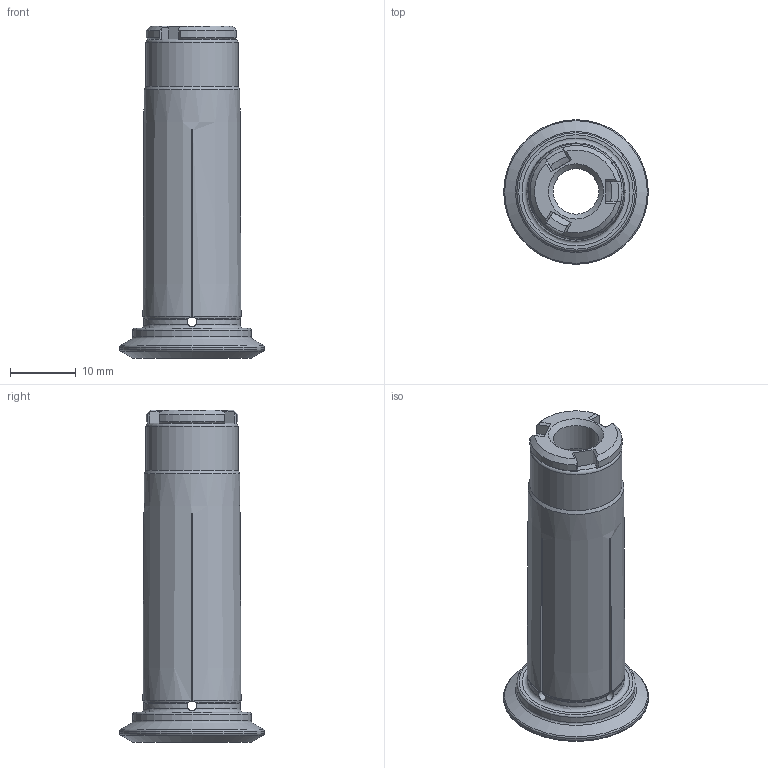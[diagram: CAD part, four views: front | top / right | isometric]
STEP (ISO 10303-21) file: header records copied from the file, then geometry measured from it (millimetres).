
FILE_DESCRIPTION(/* description */ (''),/* implementation_level */ '2;1');
FILE_NAME(/* name */ '841508006.stp',/* time_stamp */ '2022-02-18T14:50:50',/* author */ ('LRA'),/* organization */ ('REGO-FIX'),/* preprocessor_version */ ' Unknown',/* originating_system */ 'SIEMENS PLM Software Solid Edge ST10',/* authorization */ 'Unknown');
FILE_SCHEMA (('AUTOMOTIVE_DESIGN { 1 0 10303 214 2 1 1}'));
Length unit declared in the file: millimetre
Products named in the file (1): 0024149
Bounding box: 22 x 22 x 50.5 mm (x, y, z)
Volume: 6202.7 mm3; surface area: 5821.9 mm2
Topology: 2 solids, 2 shells, 125 faces, 359 edges, 237 vertices
Faces by surface type: plane 47, cylinder 37, cone 21, torus 20
Full cylindrical faces by diameter (mm): 6.917 x1, 7.2 x1, 8.2 x1, 10.917 x1, 12.2 x1, 14 x1, 18 x1, 22 x1
Entity records: 4984 total; most frequent: CARTESIAN_POINT 1106, ORIENTED_EDGE 652, DIRECTION 545, EDGE_CURVE 326, VERTEX_POINT 226, AXIS2_PLACEMENT_3D 217, EDGE_LOOP 158, FACE_BOUND 158
